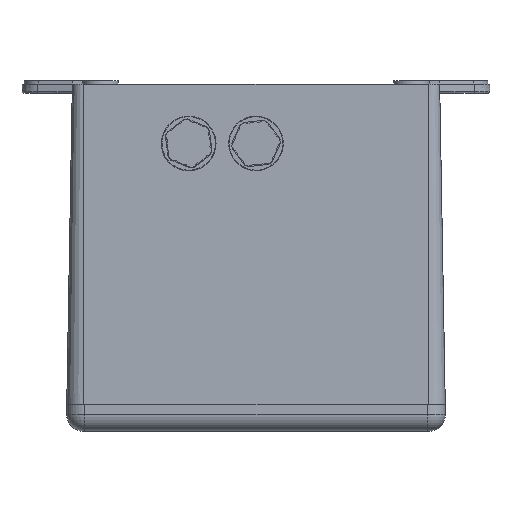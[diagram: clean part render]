
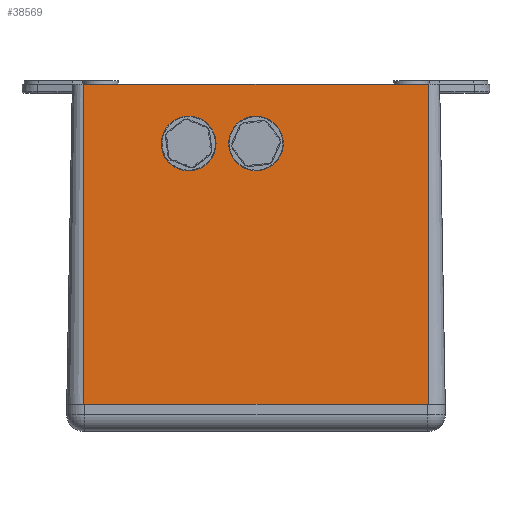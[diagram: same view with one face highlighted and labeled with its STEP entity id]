
A CAD part, front view. The second image highlights one B-rep face of the part: STEP entity #38569.
In plain terms, the highlighted planar face has unit normal (0, -1, 0.018).
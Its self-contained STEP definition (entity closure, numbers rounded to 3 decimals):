
#1396 = CARTESIAN_POINT ( 'NONE',  ( 0., -82.288, 126.75 ) ) ;
#3421 = EDGE_CURVE ( 'NONE', #61644, #54541, #60401, .T. ) ;
#3859 = CARTESIAN_POINT ( 'NONE',  ( -77., -84.5, 0. ) ) ;
#3990 = CARTESIAN_POINT ( 'NONE',  ( -20.5, -82.645, 106.25 ) ) ;
#5034 = ORIENTED_EDGE ( 'NONE', *, *, #15101, .T. ) ;
#5753 = CARTESIAN_POINT ( 'NONE',  ( 0., -82.288, 126.75 ) ) ;
#6918 = CARTESIAN_POINT ( 'NONE',  ( -52.5, -82.645, 106.25 ) ) ;
#7103 = CARTESIAN_POINT ( 'NONE',  ( -77., -84.5, 0. ) ) ;
#8274 = CARTESIAN_POINT ( 'NONE',  ( 77., -82.004, 143. ) ) ;
#8834 = CARTESIAN_POINT ( 'NONE',  ( -20.5, -82.288, 126.75 ) ) ;
#8868 = FACE_BOUND ( 'NONE', #61867, .T. ) ;
#8958 = ORIENTED_EDGE ( 'NONE', *, *, #32008, .F. ) ;
#9222 = DIRECTION ( 'NONE',  ( 0., -0.017, -1. ) ) ;
#9927 = ORIENTED_EDGE ( 'NONE', *, *, #12863, .T. ) ;
#12039 = CARTESIAN_POINT ( 'NONE',  ( 0., -82.645, 106.25 ) ) ;
#12863 = EDGE_CURVE ( 'NONE', #65557, #58236, #22449, .T. ) ;
#13700 = PLANE ( 'NONE',  #60602 ) ;
#13747 = ORIENTED_EDGE ( 'NONE', *, *, #66484, .T. ) ;
#13750 = CARTESIAN_POINT ( 'NONE',  ( -77., -82.004, 143. ) ) ;
#15101 = EDGE_CURVE ( 'NONE', #67638, #15483, #26344, .T. ) ;
#15483 = VERTEX_POINT ( 'NONE', #16833 ) ;
#16833 = CARTESIAN_POINT ( 'NONE',  ( -32., -82.288, 126.75 ) ) ;
#18143 = ORIENTED_EDGE ( 'NONE', *, *, #53720, .F. ) ;
#18530 = FACE_BOUND ( 'NONE', #65287, .T. ) ;
#18842 = CARTESIAN_POINT ( 'NONE',  ( -77., -82.004, 143. ) ) ;
#19213 = CARTESIAN_POINT ( 'NONE',  ( 77., -84.5, 0. ) ) ;
#19238 = CARTESIAN_POINT ( 'NONE',  ( -11.5, -82.645, 106.25 ) ) ;
#20239 = CARTESIAN_POINT ( 'NONE',  ( 20.5, -82.645, 106.25 ) ) ;
#20891 = CARTESIAN_POINT ( 'NONE',  ( 77., -84.5, 0. ) ) ;
#21770 = CARTESIAN_POINT ( 'NONE',  ( -77., -84.5, 0. ) ) ;
#22449 = LINE ( 'NONE', #21770, #52770 ) ;
#23082 = CARTESIAN_POINT ( 'NONE',  ( -32., -82.288, 126.75 ) ) ;
#23420 = CARTESIAN_POINT ( 'NONE',  ( -52.5, -82.288, 126.75 ) ) ;
#23725 = CARTESIAN_POINT ( 'NONE',  ( -32., -82.288, 126.75 ) ) ;
#26344 =( BOUNDED_CURVE ( )  B_SPLINE_CURVE ( 3, ( #34124, #6918, #23420, #23082 ),
 .UNSPECIFIED., .F., .T. ) 
 B_SPLINE_CURVE_WITH_KNOTS ( ( 4, 4 ),
 ( 3.142, 6.283 ),
 .UNSPECIFIED. ) 
 CURVE ( )  GEOMETRIC_REPRESENTATION_ITEM ( )  RATIONAL_B_SPLINE_CURVE ( ( 1., 0.333, 0.333, 1. ) ) 
 REPRESENTATION_ITEM ( '' )  );
#26743 = EDGE_CURVE ( 'NONE', #15483, #67638, #62972, .T. ) ;
#29533 = CARTESIAN_POINT ( 'NONE',  ( -32., -82.645, 106.25 ) ) ;
#30163 = CARTESIAN_POINT ( 'NONE',  ( 0., -82.645, 106.25 ) ) ;
#32008 = EDGE_CURVE ( 'NONE', #42753, #50954, #66001, .T. ) ;
#33684 = DIRECTION ( 'NONE',  ( 1., 0., 0. ) ) ;
#33822 = CARTESIAN_POINT ( 'NONE',  ( -32., -82.645, 106.25 ) ) ;
#34124 = CARTESIAN_POINT ( 'NONE',  ( -32., -82.645, 106.25 ) ) ;
#34375 = CARTESIAN_POINT ( 'NONE',  ( -77., -84.5, 0. ) ) ;
#34937 = EDGE_LOOP ( 'NONE', ( #18143, #8958, #53873, #9927 ) ) ;
#37765 = EDGE_CURVE ( 'NONE', #42753, #65557, #45606, .T. ) ;
#38569 = ADVANCED_FACE ( 'NONE', ( #8868, #18530, #55054 ), #13700, .T. ) ;
#42753 = VERTEX_POINT ( 'NONE', #13750 ) ;
#43835 = DIRECTION ( 'NONE',  ( 1., 0., 0. ) ) ;
#43878 = ORIENTED_EDGE ( 'NONE', *, *, #3421, .T. ) ;
#45330 = VECTOR ( 'NONE', #9222, 1000. ) ;
#45390 = CARTESIAN_POINT ( 'NONE',  ( 0., -82.288, 126.75 ) ) ;
#45427 = DIRECTION ( 'NONE',  ( 0., -1., 0.017 ) ) ;
#45606 = LINE ( 'NONE', #3859, #67072 ) ;
#47826 = CARTESIAN_POINT ( 'NONE',  ( 20.5, -82.288, 126.75 ) ) ;
#50277 = CARTESIAN_POINT ( 'NONE',  ( -11.5, -82.288, 126.75 ) ) ;
#50954 = VERTEX_POINT ( 'NONE', #8274 ) ;
#52291 = CARTESIAN_POINT ( 'NONE',  ( 0., -82.645, 106.25 ) ) ;
#52770 = VECTOR ( 'NONE', #43835, 1000. ) ;
#53720 = EDGE_CURVE ( 'NONE', #50954, #58236, #66717, .T. ) ;
#53873 = ORIENTED_EDGE ( 'NONE', *, *, #37765, .T. ) ;
#54541 = VERTEX_POINT ( 'NONE', #1396 ) ;
#55054 = FACE_OUTER_BOUND ( 'NONE', #34937, .T. ) ;
#58236 = VERTEX_POINT ( 'NONE', #20891 ) ;
#60401 =( BOUNDED_CURVE ( )  B_SPLINE_CURVE ( 3, ( #30163, #3990, #8834, #45390 ),
 .UNSPECIFIED., .F., .T. ) 
 B_SPLINE_CURVE_WITH_KNOTS ( ( 4, 4 ),
 ( 3.142, 6.283 ),
 .UNSPECIFIED. ) 
 CURVE ( )  GEOMETRIC_REPRESENTATION_ITEM ( )  RATIONAL_B_SPLINE_CURVE ( ( 1., 0.333, 0.333, 1. ) ) 
 REPRESENTATION_ITEM ( '' )  );
#60512 = ORIENTED_EDGE ( 'NONE', *, *, #26743, .T. ) ;
#60602 = AXIS2_PLACEMENT_3D ( 'NONE', #34375, #45427, #66027 ) ;
#61644 = VERTEX_POINT ( 'NONE', #12039 ) ;
#61867 = EDGE_LOOP ( 'NONE', ( #13747, #43878 ) ) ;
#62972 =( BOUNDED_CURVE ( )  B_SPLINE_CURVE ( 3, ( #23725, #50277, #19238, #29533 ),
 .UNSPECIFIED., .F., .T. ) 
 B_SPLINE_CURVE_WITH_KNOTS ( ( 4, 4 ),
 ( 0., 3.142 ),
 .UNSPECIFIED. ) 
 CURVE ( )  GEOMETRIC_REPRESENTATION_ITEM ( )  RATIONAL_B_SPLINE_CURVE ( ( 1., 0.333, 0.333, 1. ) ) 
 REPRESENTATION_ITEM ( '' )  );
#64284 = VECTOR ( 'NONE', #33684, 1000. ) ;
#64949 =( BOUNDED_CURVE ( )  B_SPLINE_CURVE ( 3, ( #5753, #47826, #20239, #52291 ),
 .UNSPECIFIED., .F., .T. ) 
 B_SPLINE_CURVE_WITH_KNOTS ( ( 4, 4 ),
 ( 0., 3.142 ),
 .UNSPECIFIED. ) 
 CURVE ( )  GEOMETRIC_REPRESENTATION_ITEM ( )  RATIONAL_B_SPLINE_CURVE ( ( 1., 0.333, 0.333, 1. ) ) 
 REPRESENTATION_ITEM ( '' )  );
#65287 = EDGE_LOOP ( 'NONE', ( #60512, #5034 ) ) ;
#65521 = DIRECTION ( 'NONE',  ( 0., -0.017, -1. ) ) ;
#65557 = VERTEX_POINT ( 'NONE', #7103 ) ;
#66001 = LINE ( 'NONE', #18842, #64284 ) ;
#66027 = DIRECTION ( 'NONE',  ( 0., -0.017, -1. ) ) ;
#66484 = EDGE_CURVE ( 'NONE', #54541, #61644, #64949, .T. ) ;
#66717 = LINE ( 'NONE', #19213, #45330 ) ;
#67072 = VECTOR ( 'NONE', #65521, 1000. ) ;
#67638 = VERTEX_POINT ( 'NONE', #33822 ) ;
